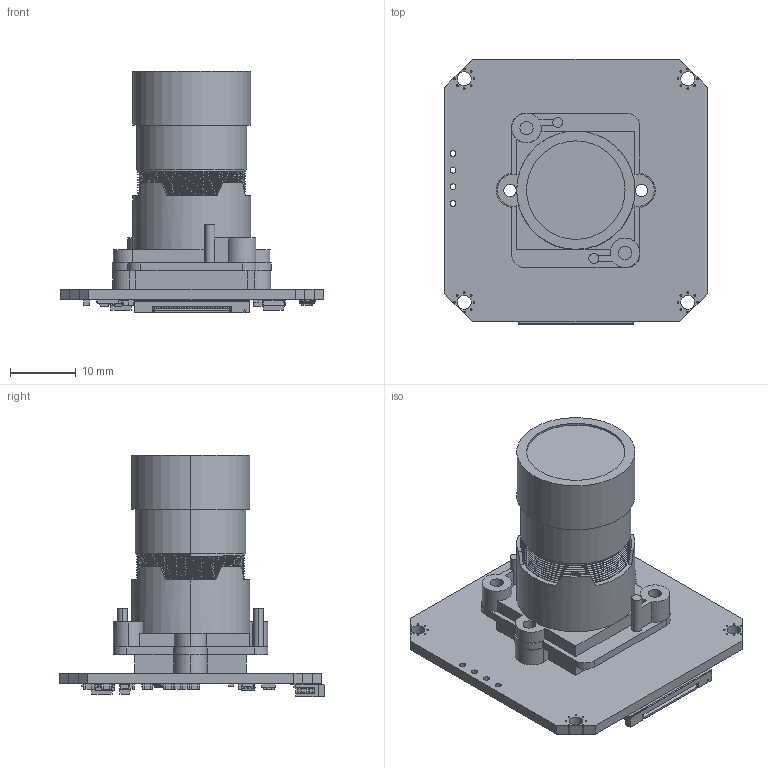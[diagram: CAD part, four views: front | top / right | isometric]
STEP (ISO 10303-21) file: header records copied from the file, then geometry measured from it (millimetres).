
FILE_DESCRIPTION (( 'STEP AP214' ), '1' );
FILE_NAME ('B0333.STEP', '2022-08-12T08:53:17', ( '' ), ( '' ), 'SwSTEP 2.0', 'SolidWorks 2021', '' );
FILE_SCHEMA (( 'AUTOMOTIVE_DESIGN' ));
Length unit declared in the file: millimetre
Products named in the file (1): B0333
Bounding box: 40 x 40.44 x 36.8 mm (x, y, z)
Volume: 10881.3 mm3; surface area: 8320.3 mm2
Topology: 86 solids, 86 shells, 4363 faces, 11140 edges, 6768 vertices
Faces by surface type: plane 2199, cylinder 1041, bspline 751, sphere 360, torus 10, cone 2
Entity records: 226609 total; most frequent: CARTESIAN_POINT 78352, ORIENTED_EDGE 21560, DIRECTION 18461, EDGE_CURVE 10780, VECTOR 7145, LINE 7145, VERTEX_POINT 6768, AXIS2_PLACEMENT_3D 5658
